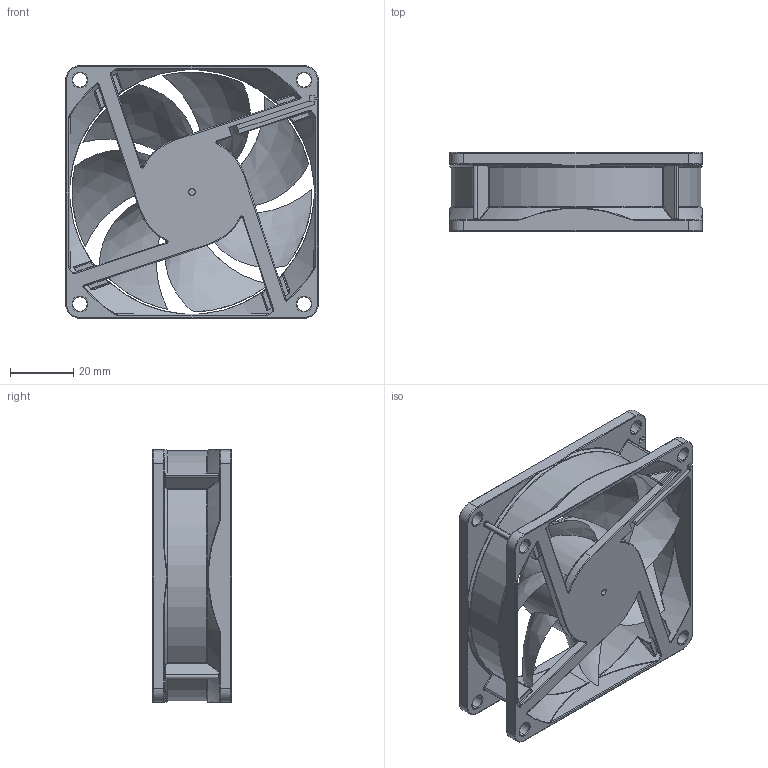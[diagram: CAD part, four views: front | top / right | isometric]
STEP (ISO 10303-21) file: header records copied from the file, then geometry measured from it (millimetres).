
FILE_DESCRIPTION (( 'STEP AP214' ), '1' );
FILE_NAME ('assem2.STEP', '2024-10-11T06:39:46', ( '' ), ( '' ), 'SwSTEP 2.0', 'SolidWorks 2022', '' );
FILE_SCHEMA (( 'AUTOMOTIVE_DESIGN' ));
Length unit declared in the file: millimetre
Products named in the file (3): assem2; Housing; fan blades
Assembly tree (2 placements, depth 2):
  assem2
    fan blades
    Housing
Bounding box: 80 x 25 x 80 mm (x, y, z)
Volume: 25805.4 mm3; surface area: 37538.2 mm2
Topology: 2 solids, 2 shells, 828 faces, 1980 edges, 1134 vertices
Faces by surface type: cylinder 236, torus 222, bspline 197, plane 102, sphere 50, cone 21
Entity records: 35262 total; most frequent: CARTESIAN_POINT 17122, ORIENTED_EDGE 3900, DIRECTION 3759, EDGE_CURVE 1950, AXIS2_PLACEMENT_3D 1657, VERTEX_POINT 1131, CIRCLE 1021, EDGE_LOOP 859
